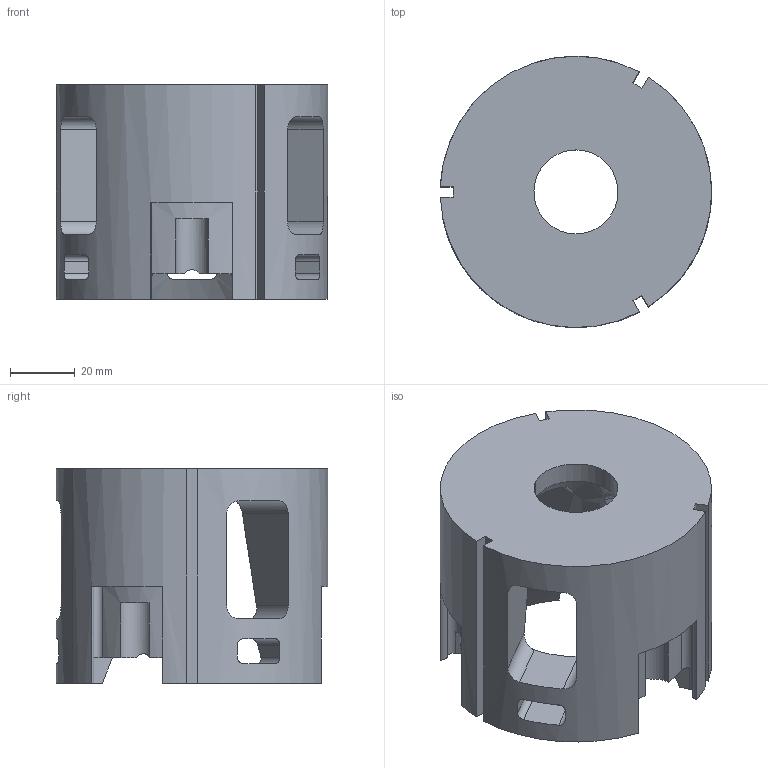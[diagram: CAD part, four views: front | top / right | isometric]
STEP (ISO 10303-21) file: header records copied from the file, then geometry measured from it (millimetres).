
FILE_DESCRIPTION(('CATIA V5 STEP Exchange'),'2;1');
FILE_NAME('SP02_BETA_SEPA_PRINCIPALE.stp','2025-05-11T16:45:46+00:00',('none'),('none'),'CATIA Version 5 Release 19 GA (IN-10)','CATIA V5 STEP AP203','none');
FILE_SCHEMA(('CONFIG_CONTROL_DESIGN'));
Length unit declared in the file: millimetre
Products named in the file (1): SP02_BETA_SEPA_PRINCIPALE
Bounding box: 83.97 x 84 x 66.5 mm (x, y, z)
Volume: 179681.1 mm3; surface area: 40519.4 mm2
Topology: 1 solids, 1 shells, 113 faces, 334 edges, 220 vertices
Faces by surface type: plane 56, cylinder 51, cone 6
Entity records: 3910 total; most frequent: CARTESIAN_POINT 1092, ORIENTED_EDGE 668, DIRECTION 426, EDGE_CURVE 334, VERTEX_POINT 220, AXIS2_PLACEMENT_3D 196, VECTOR 150, LINE 150
